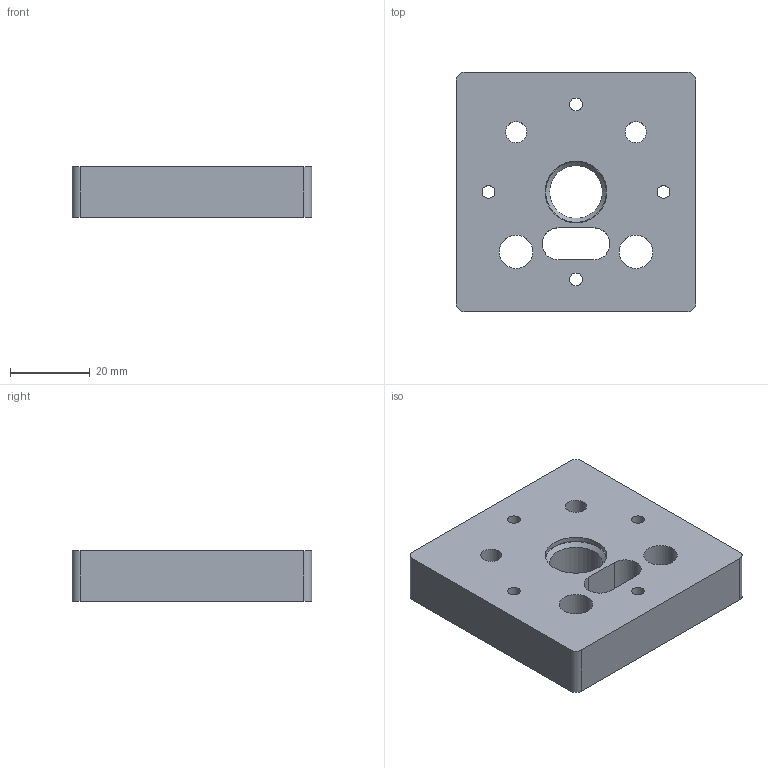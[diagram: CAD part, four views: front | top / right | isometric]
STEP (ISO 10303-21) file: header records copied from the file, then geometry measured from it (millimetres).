
FILE_DESCRIPTION(/* description */ (''),/* implementation_level */ '2;1');
FILE_NAME(/* name */ 'Motor_Base_Y_2_Alu.stp',/* time_stamp */ '2020-11-01T20:26:32-08:00',/* author */ (''),/* organization */ (''),/* preprocessor_version */ 'ST-DEVELOPER v18.1',/* originating_system */ 'Autodesk Translation Framework v9.3.0.1241',/* authorisation */ '');
FILE_SCHEMA (('AUTOMOTIVE_DESIGN { 1 0 10303 214 3 1 1 }'));
Length unit declared in the file: millimetre
Products named in the file (1): STP:XY/Motor_Base_Y_2_Alu
Bounding box: 60 x 60 x 12.7 mm (x, y, z)
Volume: 39357 mm3; surface area: 12156 mm2
Topology: 1 solids, 1 shells, 38 faces, 92 edges, 61 vertices
Faces by surface type: cylinder 21, plane 16, cone 1
Full cylindrical faces by diameter (mm): 3.2 x4, 5.3 x2, 6.5 x3, 8.4 x2, 13.2 x1, 15.5 x2
Entity records: 1206 total; most frequent: DIRECTION 215, CARTESIAN_POINT 192, ORIENTED_EDGE 184, EDGE_CURVE 92, AXIS2_PLACEMENT_3D 84, EDGE_LOOP 63, VERTEX_POINT 61, LINE 47
